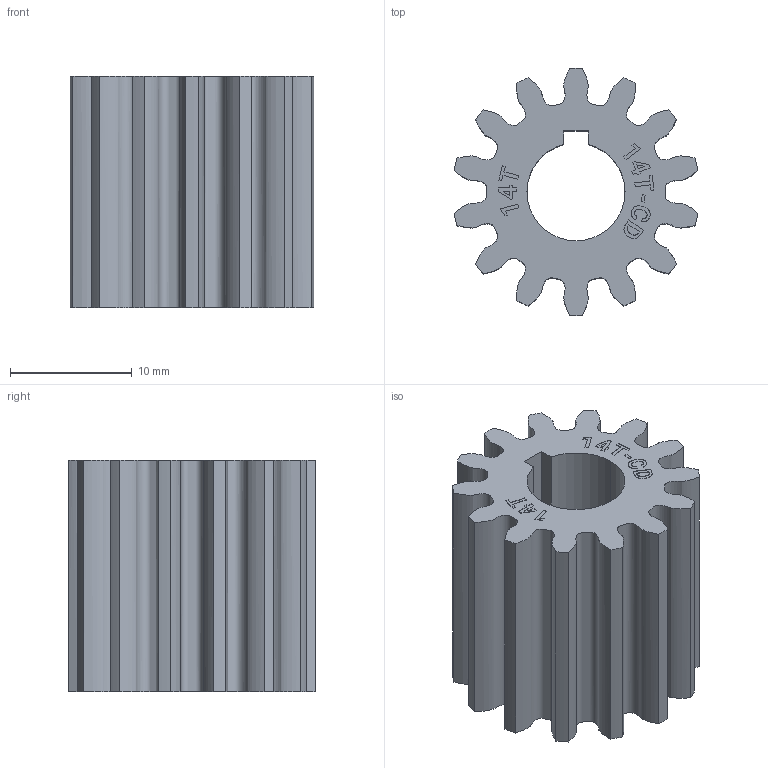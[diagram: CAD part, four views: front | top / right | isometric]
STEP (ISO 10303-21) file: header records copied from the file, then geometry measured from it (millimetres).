
FILE_DESCRIPTION (( 'STEP AP214' ), '1' );
FILE_NAME ('WCP-0903 Rev1.step', '2023-10-30T20:02:06', ( '' ), ( '' ), 'SwSTEP 2.0', 'SolidWorks 2022', '' );
FILE_SCHEMA (( 'AUTOMOTIVE_DESIGN' ));
Length unit declared in the file: inch
Products named in the file (1): WCP-0903 Rev1
Bounding box: 20.01 x 20.32 x 19.05 mm (x, y, z)
Volume: 3206.3 mm3; surface area: 3059.8 mm2
Topology: 1 solids, 1 shells, 238 faces, 639 edges, 426 vertices
Faces by surface type: plane 165, bspline 56, cylinder 17
Entity records: 14673 total; most frequent: CARTESIAN_POINT 9008, ORIENTED_EDGE 1278, DIRECTION 927, EDGE_CURVE 639, VECTOR 493, LINE 493, VERTEX_POINT 426, EDGE_LOOP 263
